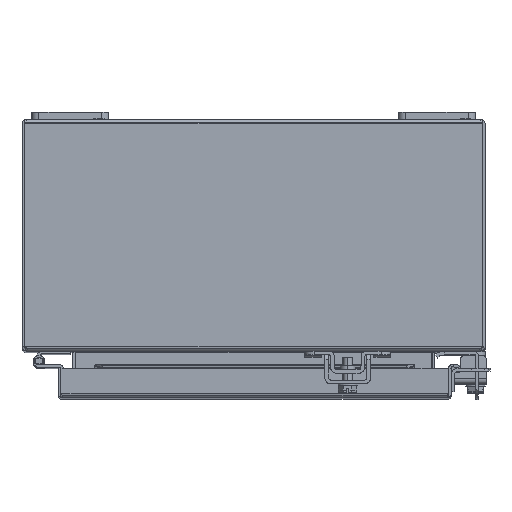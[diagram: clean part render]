
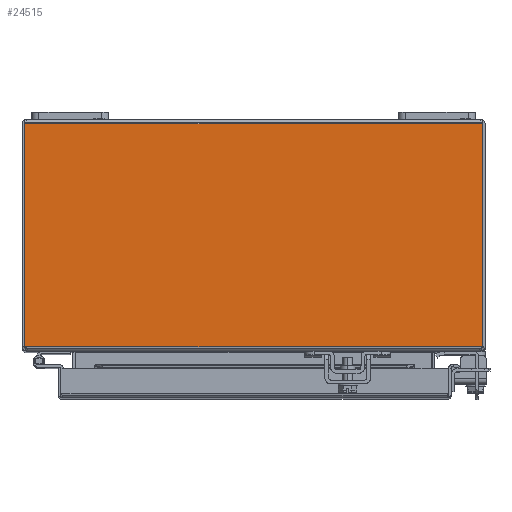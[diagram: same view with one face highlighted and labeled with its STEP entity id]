
A CAD part, top view. The second image highlights one B-rep face of the part: STEP entity #24515.
In plain terms, the highlighted planar face has unit normal (0, 0, 1).
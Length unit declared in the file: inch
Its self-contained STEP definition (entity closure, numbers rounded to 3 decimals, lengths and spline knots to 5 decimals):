
#133 = CARTESIAN_POINT ( 'NONE',  ( 5.92792, -5.892, 12. ) ) ;
#1895 = CARTESIAN_POINT ( 'NONE',  ( -5.92792, 39.37008, 12. ) ) ;
#2686 = VERTEX_POINT ( 'NONE', #28053 ) ;
#3390 = VERTEX_POINT ( 'NONE', #24173 ) ;
#3618 = EDGE_CURVE ( 'NONE', #3390, #2686, #38286, .T. ) ;
#5584 = CARTESIAN_POINT ( 'NONE',  ( -5.892, -0.06248, 12. ) ) ;
#8567 = VERTEX_POINT ( 'NONE', #15350 ) ;
#9796 = DIRECTION ( 'NONE',  ( 0., -1., 0. ) ) ;
#9830 = CARTESIAN_POINT ( 'NONE',  ( -5.892, -0.108, 12. ) ) ;
#10378 = VERTEX_POINT ( 'NONE', #133 ) ;
#15350 = CARTESIAN_POINT ( 'NONE',  ( -5.92792, -5.892, 12. ) ) ;
#15901 = ORIENTED_EDGE ( 'NONE', *, *, #26577, .T. ) ;
#16447 = EDGE_CURVE ( 'NONE', #10378, #8567, #16984, .T. ) ;
#16984 = LINE ( 'NONE', #22800, #21592 ) ;
#17620 = AXIS2_PLACEMENT_3D ( 'NONE', #5584, #34233, #32534 ) ;
#19047 = FACE_OUTER_BOUND ( 'NONE', #30677, .T. ) ;
#19458 = VECTOR ( 'NONE', #9796, 39.37008 ) ;
#20974 = LINE ( 'NONE', #1895, #36108 ) ;
#21177 = DIRECTION ( 'NONE',  ( 0., -1., 0. ) ) ;
#21566 = PLANE ( 'NONE',  #17620 ) ;
#21592 = VECTOR ( 'NONE', #31950, 39.37008 ) ;
#22027 = CARTESIAN_POINT ( 'NONE',  ( 5.92792, 39.37008, 12. ) ) ;
#22800 = CARTESIAN_POINT ( 'NONE',  ( -5.892, -5.892, 12. ) ) ;
#23100 = DIRECTION ( 'NONE',  ( 1., 0., 0. ) ) ;
#24173 = CARTESIAN_POINT ( 'NONE',  ( -5.92792, -0.108, 12. ) ) ;
#24515 = ADVANCED_FACE ( 'NONE', ( #19047 ), #21566, .F. ) ;
#25167 = LINE ( 'NONE', #22027, #19458 ) ;
#26346 = EDGE_CURVE ( 'NONE', #2686, #10378, #25167, .T. ) ;
#26577 = EDGE_CURVE ( 'NONE', #3390, #8567, #20974, .T. ) ;
#27366 = VECTOR ( 'NONE', #23100, 39.37008 ) ;
#28053 = CARTESIAN_POINT ( 'NONE',  ( 5.92792, -0.108, 12. ) ) ;
#29709 = ORIENTED_EDGE ( 'NONE', *, *, #3618, .F. ) ;
#30677 = EDGE_LOOP ( 'NONE', ( #38009, #40878, #29709, #15901 ) ) ;
#31950 = DIRECTION ( 'NONE',  ( -1., 0., 0. ) ) ;
#32534 = DIRECTION ( 'NONE',  ( 0., 1., 0. ) ) ;
#34233 = DIRECTION ( 'NONE',  ( 0., 0., -1. ) ) ;
#36108 = VECTOR ( 'NONE', #21177, 39.37008 ) ;
#38009 = ORIENTED_EDGE ( 'NONE', *, *, #16447, .F. ) ;
#38286 = LINE ( 'NONE', #9830, #27366 ) ;
#40878 = ORIENTED_EDGE ( 'NONE', *, *, #26346, .F. ) ;
